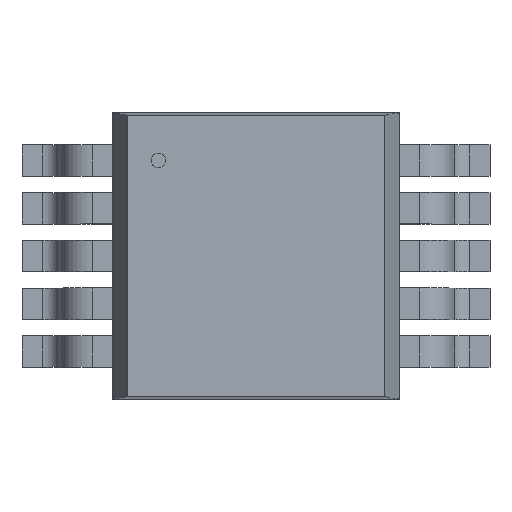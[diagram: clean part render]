
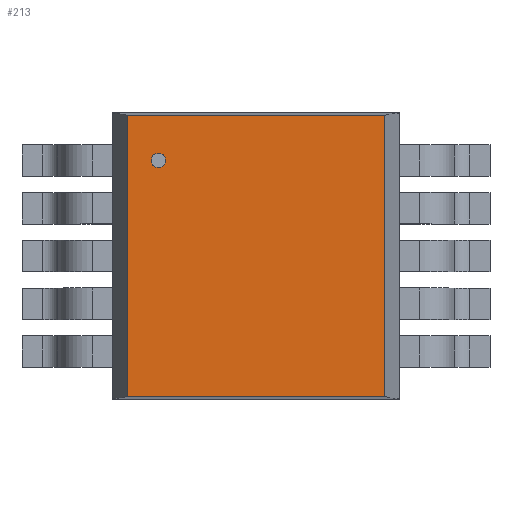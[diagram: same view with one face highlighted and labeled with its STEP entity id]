
A CAD part, top view. The second image highlights one B-rep face of the part: STEP entity #213.
In plain terms, the highlighted planar face has unit normal (0, 0, 1).
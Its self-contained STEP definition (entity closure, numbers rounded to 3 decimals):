
#21=DIRECTION('',(0.0,0.0,1.0));
#22=DIRECTION('',(1.0,0.0,0.0));
#201=DIRECTION('',(0.,1.,0.));
#213=ADVANCED_FACE('',(#217),#214,.T.);
#214=PLANE('',#215);
#215=AXIS2_PLACEMENT_3D('',#216,#21,#201);
#216=CARTESIAN_POINT('',(-1.346,-1.473,1.092));
#217=FACE_OUTER_BOUND('',#218,.T.);
#218=EDGE_LOOP('',(#219,#227,#234,#240));
#219=ORIENTED_EDGE('',*,*,#220,.F.);
#220=EDGE_CURVE('',#221,#223,#224,.T.);
#221=VERTEX_POINT('',#222);
#222=CARTESIAN_POINT('',(1.346,-1.473,1.092));
#223=VERTEX_POINT('',#216);
#224=LINE('',#222,#225);
#225=VECTOR('',#226,2.692);
#226=DIRECTION('',(-1.0,0.0,0.0));
#227=ORIENTED_EDGE('',*,*,#228,.F.);
#228=EDGE_CURVE('',#229,#221,#231,.T.);
#229=VERTEX_POINT('',#230);
#230=CARTESIAN_POINT('',(1.346,1.473,1.092));
#231=LINE('',#230,#232);
#232=VECTOR('',#233,2.946);
#233=DIRECTION('',(0.0,-1.0,0.0));
#234=ORIENTED_EDGE('',*,*,#235,.F.);
#235=EDGE_CURVE('',#236,#229,#238,.T.);
#236=VERTEX_POINT('',#237);
#237=CARTESIAN_POINT('',(-1.346,1.473,1.092));
#238=LINE('',#237,#239);
#239=VECTOR('',#22,2.692);
#240=ORIENTED_EDGE('',*,*,#241,.F.);
#241=EDGE_CURVE('',#223,#236,#242,.T.);
#242=LINE('',#216,#243);
#243=VECTOR('',#244,2.946);
#244=DIRECTION('',(0.0,1.0,0.0));
